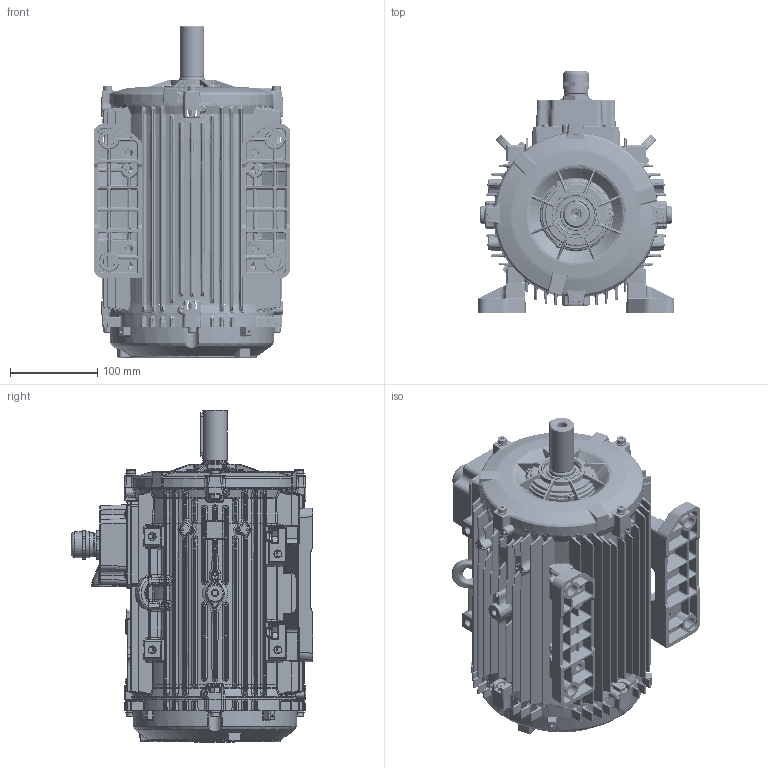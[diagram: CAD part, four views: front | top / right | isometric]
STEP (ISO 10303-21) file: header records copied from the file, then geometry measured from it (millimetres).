
FILE_DESCRIPTION(/* description */ (''),/* implementation_level */ '2;1');
FILE_NAME(/* name */ 'S2H112M4-8B40-KG.stp',/* time_stamp */ '2021-01-04T10:01:24+03:00',/* author */ (''),/* organization */ (''),/* preprocessor_version */ 'ST-DEVELOPER v16',/* originating_system */ 'SIEMENS PLM Software NX 11.0',/* authorisation */ '');
FILE_SCHEMA (('AP203_CONFIGURATION_CONTROLLED_3D_DESIGN_OF_MECHANICAL_PARTS_AND_ASSEMBLIES_MIM_LF { 1 0 10303 403 2 1 2}'));
Length unit declared in the file: millimetre
Products named in the file (1): 260314206C66edlo
Bounding box: 225.11 x 276.71 x 380.5 mm (x, y, z)
Surface area: 652152.6 mm2 (no closed solid volume)
Topology: 0 solids, 77 shells, 7601 faces, 21447 edges, 12836 vertices
Faces by surface type: bspline 2789, cylinder 1994, plane 1446, sphere 489, cone 454, torus 429
Full cylindrical faces by diameter (mm): 3.5 x4, 6 x8, 8 x4, 10 x8, 10.5 x1, 15 x1, 18 x1, 26.619 x1, 27.4 x1, 28 x1, 28.143 x1, 29.591 x2, 30 x1, 33 x1, 43.9 x1, 44.1 x1, 46 x1, 47 x1
Entity records: 311844 total; most frequent: CARTESIAN_POINT 139710, ORIENTED_EDGE 35718, DIRECTION 33566, EDGE_CURVE 20959, AXIS2_PLACEMENT_3D 13903, VERTEX_POINT 12753, EDGE_LOOP 7954, ADVANCED_FACE 7600
